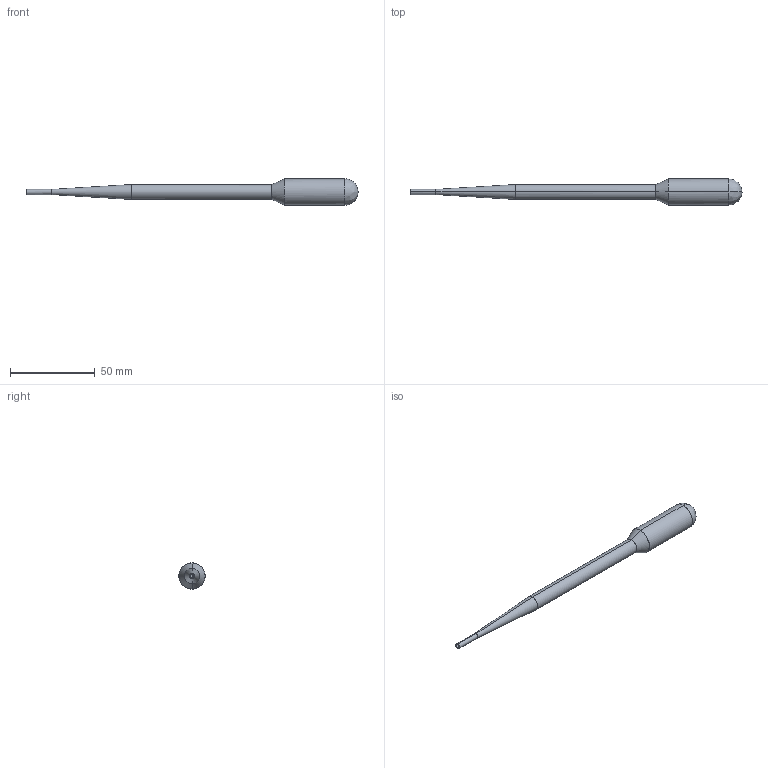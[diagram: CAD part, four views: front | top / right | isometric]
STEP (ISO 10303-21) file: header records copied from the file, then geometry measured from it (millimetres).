
FILE_DESCRIPTION(('FreeCAD Model'),'2;1');
FILE_NAME('Open CASCADE Shape Model','2025-04-29T20:59:45',('FreeCAD'),( 'FreeCAD'),'Open CASCADE STEP processor 7.6','FreeCAD','Unknown');
FILE_SCHEMA(('AUTOMOTIVE_DESIGN { 1 0 10303 214 1 1 1 1 }'));
Length unit declared in the file: millimetre
Products named in the file (1): Open CASCADE STEP translator 7.6 1
Bounding box: 195.37 x 15.37 x 15.39 mm (x, y, z)
Surface area: 10947.4 mm2 (no closed solid volume)
Topology: 0 solids, 25 shells, 25 faces, 166 edges, 159 vertices
Faces by surface type: bspline 25
Entity records: 1724 total; most frequent: CARTESIAN_POINT 997, ORIENTED_EDGE 159, EDGE_CURVE 159, VERTEX_POINT 159, B_SPLINE_CURVE_WITH_KNOTS 107, FACE_BOUND 26, EDGE_LOOP 26, SHELL_BASED_SURFACE_MODEL 25
